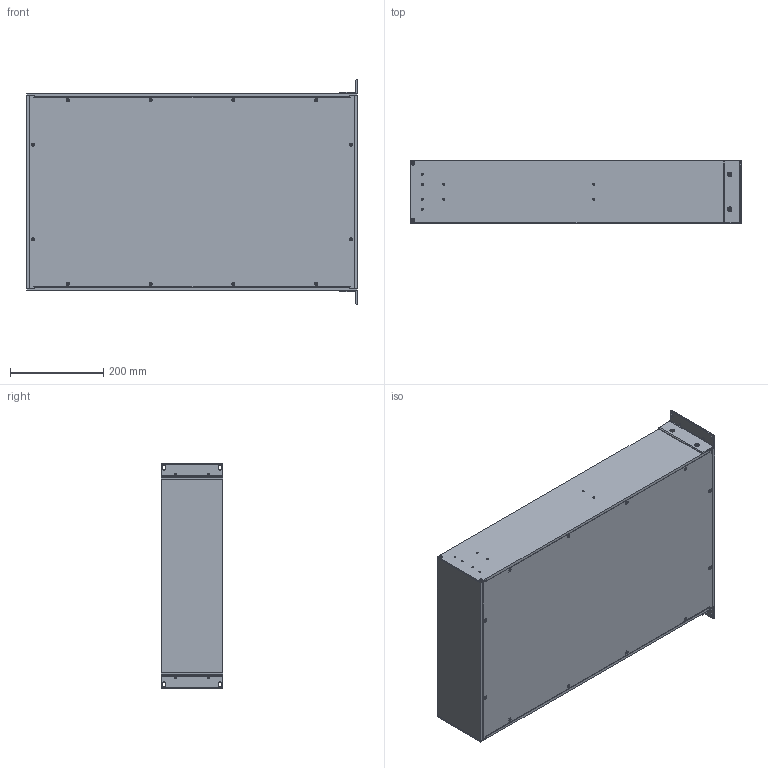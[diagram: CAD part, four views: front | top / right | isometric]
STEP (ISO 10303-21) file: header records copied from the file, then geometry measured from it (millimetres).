
FILE_DESCRIPTION (( 'STEP AP214' ), '1' );
FILE_NAME ('RM3U1928SBK.STEP', '2021-09-11T12:13:34', ( '' ), ( '' ), 'SwSTEP 2.0', 'SolidWorks 2021', '' );
FILE_SCHEMA (( 'AUTOMOTIVE_DESIGN' ));
Length unit declared in the file: inch
Products named in the file (1): RM3U1928SBK
Bounding box: 711.18 x 132.61 x 482.61 mm (x, y, z)
Volume: 2214254.3 mm3; surface area: 1946320.6 mm2
Topology: 67 solids, 67 shells, 2579 faces, 6413 edges, 3916 vertices
Faces by surface type: plane 1064, cylinder 611, bspline 460, cone 352, torus 92
Full cylindrical faces by diameter (mm): 2.845 x24, 3.505 x8, 3.962 x8, 3.988 x4, 4 x31, 4.039 x12, 4.064 x24, 4.2 x16, 4.3 x8, 4.826 x4, 5 x4, 5.08 x24, 6.045 x8, 9.144 x4
Entity records: 119411 total; most frequent: CARTESIAN_POINT 28106, DIRECTION 11622, ORIENTED_EDGE 11604, EDGE_CURVE 5802, AXIS2_PLACEMENT_3D 4510, VERTEX_POINT 3708, EDGE_LOOP 3198, FACE_OUTER_BOUND 2758
